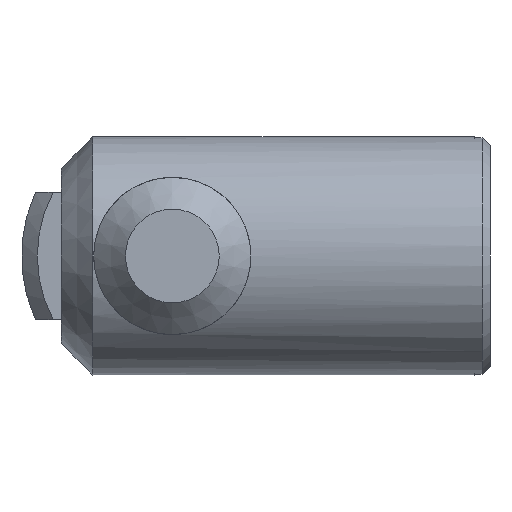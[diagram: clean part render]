
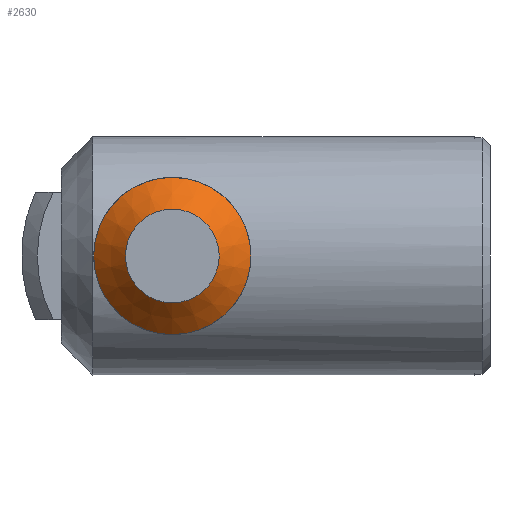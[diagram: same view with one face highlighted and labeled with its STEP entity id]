
A CAD part, front view. The second image highlights one B-rep face of the part: STEP entity #2630.
In plain terms, the highlighted conical face has half-angle 45 degrees and reference radius 4.95 mm.
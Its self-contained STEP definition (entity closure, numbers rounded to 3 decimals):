
#38=LINE('',#5402,#317);
#317=VECTOR('',#3044,4.95);
#596=CIRCLE('',#2797,4.95);
#597=CIRCLE('',#2798,2.95);
#691=CONICAL_SURFACE('',#2796,4.95,0.785);
#838=FACE_OUTER_BOUND('',#985,.T.);
#985=EDGE_LOOP('',(#1851,#1852,#1853,#1854));
#1173=VERTEX_POINT('',#5399);
#1174=VERTEX_POINT('',#5401);
#1441=EDGE_CURVE('',#1173,#1173,#596,.T.);
#1442=EDGE_CURVE('',#1173,#1174,#38,.T.);
#1443=EDGE_CURVE('',#1174,#1174,#597,.T.);
#1851=ORIENTED_EDGE('',*,*,#1441,.F.);
#1852=ORIENTED_EDGE('',*,*,#1442,.T.);
#1853=ORIENTED_EDGE('',*,*,#1443,.T.);
#1854=ORIENTED_EDGE('',*,*,#1442,.F.);
#2630=ADVANCED_FACE('',(#838),#691,.T.);
#2796=AXIS2_PLACEMENT_3D('',#5398,#3040,#3041);
#2797=AXIS2_PLACEMENT_3D('',#5400,#3042,#3043);
#2798=AXIS2_PLACEMENT_3D('',#5403,#3045,#3046);
#3040=DIRECTION('center_axis',(0.,1.,0.));
#3041=DIRECTION('ref_axis',(0.,0.,1.));
#3042=DIRECTION('center_axis',(0.,1.,0.));
#3043=DIRECTION('ref_axis',(0.,0.,1.));
#3044=DIRECTION('',(0.,-0.707,0.707));
#3045=DIRECTION('center_axis',(0.,1.,0.));
#3046=DIRECTION('ref_axis',(0.,0.,1.));
#5398=CARTESIAN_POINT('Origin',(-1.519,-28.621,2.582));
#5399=CARTESIAN_POINT('',(-1.519,-28.621,-2.368));
#5400=CARTESIAN_POINT('Origin',(-1.519,-28.621,2.582));
#5401=CARTESIAN_POINT('',(-1.519,-30.621,-0.368));
#5402=CARTESIAN_POINT('',(-1.519,-28.621,-2.368));
#5403=CARTESIAN_POINT('Origin',(-1.519,-30.621,2.582));
